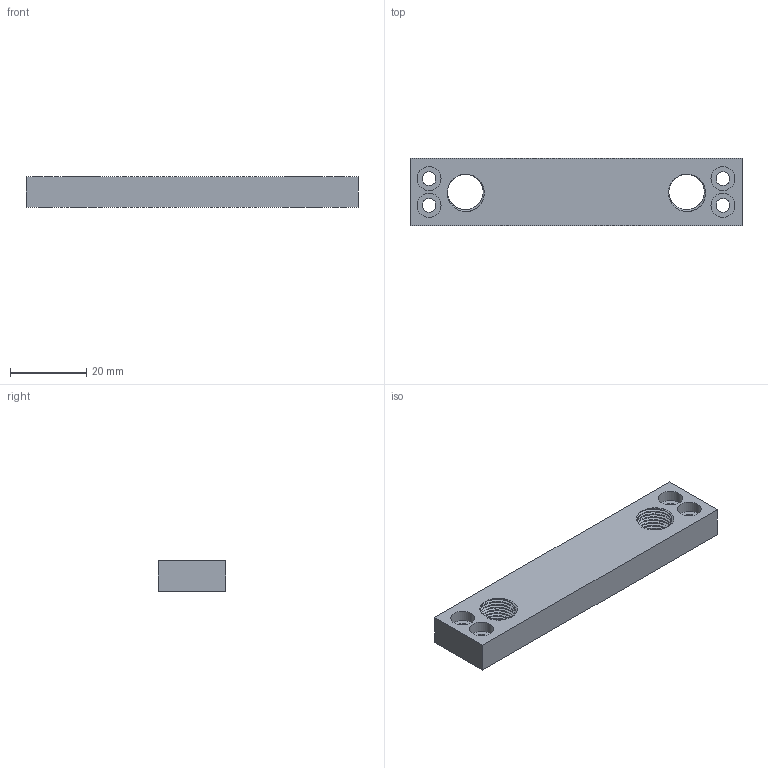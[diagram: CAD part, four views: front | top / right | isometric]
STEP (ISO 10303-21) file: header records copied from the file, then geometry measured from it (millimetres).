
FILE_DESCRIPTION(('Open CASCADE Model'),'2;1');
FILE_NAME('Open CASCADE Shape Model','2022-07-01T08:43:46',('Author'),( 'Open CASCADE'),'Open CASCADE STEP processor 7.5','Open CASCADE 7.5' ,'Unknown');
FILE_SCHEMA(('AUTOMOTIVE_DESIGN { 1 0 10303 214 1 1 1 1 }'));
Length unit declared in the file: millimetre
Products named in the file (1): Open CASCADE STEP translator 7.5 1
Bounding box: 87 x 17.8 x 8 mm (x, y, z)
Volume: 10606.5 mm3; surface area: 5625 mm2
Topology: 1 solids, 1 shells, 48 faces, 122 edges, 80 vertices
Faces by surface type: cylinder 26, bspline 12, plane 10
Full cylindrical faces by diameter (mm): 3.6 x4, 6.28 x4, 10.319 x16
Entity records: 12729 total; most frequent: CARTESIAN_POINT 10582, DIRECTION 278, ORIENTED_EDGE 244, PCURVE 244, DEFINITIONAL_REPRESENTATION 244, B_SPLINE_CURVE_WITH_KNOTS 170, LINE 156, VECTOR 156
